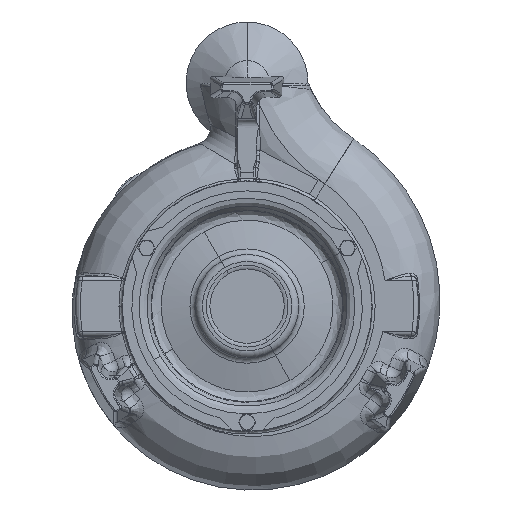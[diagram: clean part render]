
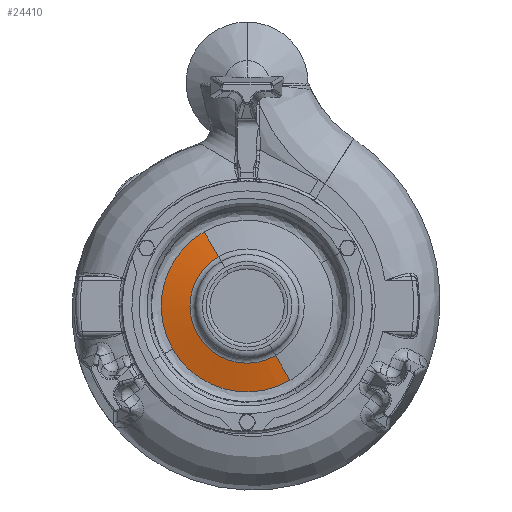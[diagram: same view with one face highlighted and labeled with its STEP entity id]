
A CAD part, front view. The second image highlights one B-rep face of the part: STEP entity #24410.
In plain terms, the highlighted conical face has half-angle 77.32 degrees and reference radius 57.719 mm.
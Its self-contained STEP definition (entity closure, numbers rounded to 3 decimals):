
#650 = CARTESIAN_POINT ( 'NONE',  ( 0., 4.112, 57.719 ) ) ;
#2117 = CARTESIAN_POINT ( 'NONE',  ( 56.975, 4.112, -11.333 ) ) ;
#2317 = CARTESIAN_POINT ( 'NONE',  ( 56.975, 4.112, 11.333 ) ) ;
#3913 = EDGE_CURVE ( 'NONE', #6382, #62058, #61857, .T. ) ;
#6382 = VERTEX_POINT ( 'NONE', #35130 ) ;
#7129 = CARTESIAN_POINT ( 'NONE',  ( 41.077, 4.112, 41.077 ) ) ;
#7462 = CARTESIAN_POINT ( 'NONE',  ( 32.274, 4.112, 48.301 ) ) ;
#8061 = ORIENTED_EDGE ( 'NONE', *, *, #58683, .F. ) ;
#8129 = CARTESIAN_POINT ( 'NONE',  ( 53.669, 4.112, 22.23 ) ) ;
#10583 = CARTESIAN_POINT ( 'NONE',  ( 0., 4.112, -57.719 ) ) ;
#11281 = CARTESIAN_POINT ( 'NONE',  ( 0., 4.112, 57.719 ) ) ;
#11623 = LINE ( 'NONE', #650, #21660 ) ;
#12297 = CONICAL_SURFACE ( 'NONE', #13361, 57.719, 1.349 ) ;
#13271 = CARTESIAN_POINT ( 'NONE',  ( 11.333, 4.112, 56.975 ) ) ;
#13361 = AXIS2_PLACEMENT_3D ( 'NONE', #66265, #19226, #40150 ) ;
#16748 = CARTESIAN_POINT ( 'NONE',  ( 0., 4.112, 57.719 ) ) ;
#17553 = CARTESIAN_POINT ( 'NONE',  ( 41.077, 4.112, -41.077 ) ) ;
#19226 = DIRECTION ( 'NONE',  ( 0., 1., 0. ) ) ;
#21660 = VECTOR ( 'NONE', #43510, 1000. ) ;
#22727 = VECTOR ( 'NONE', #25918, 1000. ) ;
#23020 = CARTESIAN_POINT ( 'NONE',  ( 3.778, 4.112, -57.719 ) ) ;
#23349 = CARTESIAN_POINT ( 'NONE',  ( 57.719, 4.112, 0. ) ) ;
#23781 = VERTEX_POINT ( 'NONE', #42686 ) ;
#24353 = FACE_OUTER_BOUND ( 'NONE', #67450, .T. ) ;
#24410 = ADVANCED_FACE ( 'NONE', ( #24353 ), #12297, .T. ) ;
#25918 = DIRECTION ( 'NONE',  ( 0., 0.22, -0.976 ) ) ;
#28197 = ORIENTED_EDGE ( 'NONE', *, *, #49785, .F. ) ;
#28509 = CARTESIAN_POINT ( 'NONE',  ( 53.669, 4.112, -22.23 ) ) ;
#29179 = CARTESIAN_POINT ( 'NONE',  ( 11.333, 4.112, -56.975 ) ) ;
#32194 = CARTESIAN_POINT ( 'NONE',  ( 3.778, 4.112, 57.719 ) ) ;
#33164 = CARTESIAN_POINT ( 'NONE',  ( 0., -0.234, 0. ) ) ;
#35130 = CARTESIAN_POINT ( 'NONE',  ( 0., -0.234, 38.406 ) ) ;
#35195 = CARTESIAN_POINT ( 'NONE',  ( 0., 4.112, -57.719 ) ) ;
#35533 = LINE ( 'NONE', #35195, #22727 ) ;
#38717 = EDGE_CURVE ( 'NONE', #62058, #63791, #35533, .T. ) ;
#39726 = CARTESIAN_POINT ( 'NONE',  ( 0., -0.234, -38.406 ) ) ;
#40150 = DIRECTION ( 'NONE',  ( 0., 0., 1. ) ) ;
#40198 = B_SPLINE_CURVE_WITH_KNOTS ( 'NONE', 3,
 ( #11281, #32194, #13271, #44161, #7462, #7129, #55150, #8129, #2317, #60977, #49328 ),
 .UNSPECIFIED., .F., .F.,
 ( 4, 1, 1, 1, 1, 1, 1, 1, 4 ),
 ( 0.5, 0.563, 0.625, 0.688, 0.75, 0.813, 0.875, 0.938, 1. ),
 .UNSPECIFIED. ) ;
#42686 = CARTESIAN_POINT ( 'NONE',  ( 57.719, 4.112, 0. ) ) ;
#43510 = DIRECTION ( 'NONE',  ( 0., 0.22, 0.976 ) ) ;
#44161 = CARTESIAN_POINT ( 'NONE',  ( 22.23, 4.112, 53.669 ) ) ;
#44296 = CARTESIAN_POINT ( 'NONE',  ( 0., 4.112, -57.719 ) ) ;
#44633 = CARTESIAN_POINT ( 'NONE',  ( 22.23, 4.112, -53.669 ) ) ;
#46428 = ORIENTED_EDGE ( 'NONE', *, *, #38717, .T. ) ;
#48294 = DIRECTION ( 'NONE',  ( 0., 1., 0. ) ) ;
#48793 = CARTESIAN_POINT ( 'NONE',  ( 48.301, 4.112, -32.274 ) ) ;
#49328 = CARTESIAN_POINT ( 'NONE',  ( 57.719, 4.112, 0. ) ) ;
#49785 = EDGE_CURVE ( 'NONE', #6382, #53403, #11623, .T. ) ;
#52249 = B_SPLINE_CURVE_WITH_KNOTS ( 'NONE', 3,
 ( #23349, #59761, #2117, #28509, #48793, #17553, #59428, #44633, #29179, #23020, #44296 ),
 .UNSPECIFIED., .F., .F.,
 ( 4, 1, 1, 1, 1, 1, 1, 1, 4 ),
 ( 0., 0.062, 0.125, 0.187, 0.25, 0.312, 0.375, 0.437, 0.5 ),
 .UNSPECIFIED. ) ;
#53403 = VERTEX_POINT ( 'NONE', #16748 ) ;
#55150 = CARTESIAN_POINT ( 'NONE',  ( 48.301, 4.112, 32.274 ) ) ;
#58683 = EDGE_CURVE ( 'NONE', #53403, #23781, #40198, .T. ) ;
#59428 = CARTESIAN_POINT ( 'NONE',  ( 32.274, 4.112, -48.301 ) ) ;
#59761 = CARTESIAN_POINT ( 'NONE',  ( 57.719, 4.112, -3.778 ) ) ;
#60505 = DIRECTION ( 'NONE',  ( -1., 0., 0. ) ) ;
#60526 = ORIENTED_EDGE ( 'NONE', *, *, #3913, .T. ) ;
#60977 = CARTESIAN_POINT ( 'NONE',  ( 57.719, 4.112, 3.778 ) ) ;
#61857 = CIRCLE ( 'NONE', #65132, 38.406 ) ;
#62058 = VERTEX_POINT ( 'NONE', #39726 ) ;
#62960 = EDGE_CURVE ( 'NONE', #23781, #63791, #52249, .T. ) ;
#63791 = VERTEX_POINT ( 'NONE', #10583 ) ;
#64395 = ORIENTED_EDGE ( 'NONE', *, *, #62960, .F. ) ;
#65132 = AXIS2_PLACEMENT_3D ( 'NONE', #33164, #48294, #60505 ) ;
#66265 = CARTESIAN_POINT ( 'NONE',  ( 0., 4.112, 0. ) ) ;
#67450 = EDGE_LOOP ( 'NONE', ( #60526, #46428, #64395, #8061, #28197 ) ) ;
